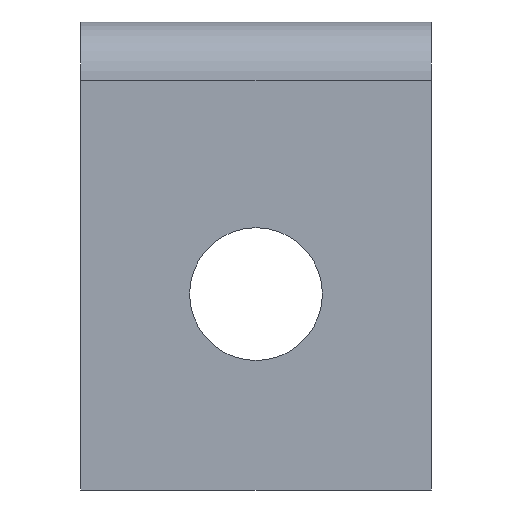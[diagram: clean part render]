
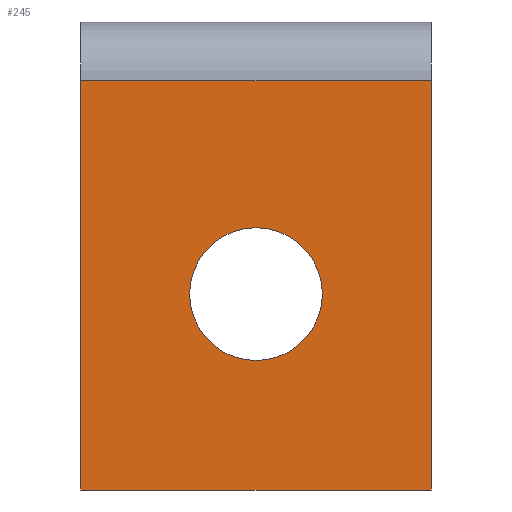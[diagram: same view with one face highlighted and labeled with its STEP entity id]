
A CAD part, front view. The second image highlights one B-rep face of the part: STEP entity #245.
In plain terms, the highlighted planar face has unit normal (0, -1, 0).
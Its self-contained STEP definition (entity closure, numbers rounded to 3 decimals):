
#9 = EDGE_LOOP ( 'NONE', ( #81, #563 ) ) ;
#27 = CARTESIAN_POINT ( 'NONE',  ( 0., 0., 5.343 ) ) ;
#36 = CARTESIAN_POINT ( 'NONE',  ( 0., 0., 3.99 ) ) ;
#41 = CARTESIAN_POINT ( 'NONE',  ( 3.57, 0., 8.33 ) ) ;
#52 = EDGE_CURVE ( 'NONE', #589, #304, #586, .T. ) ;
#69 = DIRECTION ( 'NONE',  ( 0., 0., 1. ) ) ;
#70 = CARTESIAN_POINT ( 'NONE',  ( 3.57, 0., 8.33 ) ) ;
#81 = ORIENTED_EDGE ( 'NONE', *, *, #576, .T. ) ;
#91 = EDGE_CURVE ( 'NONE', #401, #589, #477, .T. ) ;
#97 = DIRECTION ( 'NONE',  ( -1., 0., 0. ) ) ;
#108 = DIRECTION ( 'NONE',  ( 0., 0., -1. ) ) ;
#115 = ORIENTED_EDGE ( 'NONE', *, *, #529, .T. ) ;
#152 = CARTESIAN_POINT ( 'NONE',  ( 3.57, 0., 8.33 ) ) ;
#153 = EDGE_CURVE ( 'NONE', #471, #493, #259, .T. ) ;
#156 = DIRECTION ( 'NONE',  ( 0., 0., 1. ) ) ;
#164 = CARTESIAN_POINT ( 'NONE',  ( -3.57, 0., 0. ) ) ;
#178 = AXIS2_PLACEMENT_3D ( 'NONE', #70, #212, #156 ) ;
#184 = FACE_OUTER_BOUND ( 'NONE', #520, .T. ) ;
#193 = ORIENTED_EDGE ( 'NONE', *, *, #52, .F. ) ;
#212 = DIRECTION ( 'NONE',  ( 0., 1., 0. ) ) ;
#245 = ADVANCED_FACE ( 'NONE', ( #429, #184 ), #588, .F. ) ;
#254 = ORIENTED_EDGE ( 'NONE', *, *, #91, .F. ) ;
#259 = CIRCLE ( 'NONE', #618, 1.353 ) ;
#266 = VECTOR ( 'NONE', #423, 1000. ) ;
#268 = LINE ( 'NONE', #41, #364 ) ;
#277 = CARTESIAN_POINT ( 'NONE',  ( 0., 0., 2.637 ) ) ;
#287 = DIRECTION ( 'NONE',  ( -1., 0., 0. ) ) ;
#304 = VERTEX_POINT ( 'NONE', #164 ) ;
#323 = CARTESIAN_POINT ( 'NONE',  ( 3.57, 0., 8.33 ) ) ;
#327 = DIRECTION ( 'NONE',  ( 0., 0., 1. ) ) ;
#350 = VERTEX_POINT ( 'NONE', #457 ) ;
#359 = CARTESIAN_POINT ( 'NONE',  ( 0., 0., 3.99 ) ) ;
#364 = VECTOR ( 'NONE', #287, 1000. ) ;
#400 = LINE ( 'NONE', #521, #266 ) ;
#401 = VERTEX_POINT ( 'NONE', #323 ) ;
#423 = DIRECTION ( 'NONE',  ( 0., 0., -1. ) ) ;
#429 = FACE_BOUND ( 'NONE', #9, .T. ) ;
#432 = ORIENTED_EDGE ( 'NONE', *, *, #535, .T. ) ;
#445 = CIRCLE ( 'NONE', #452, 1.353 ) ;
#452 = AXIS2_PLACEMENT_3D ( 'NONE', #36, #470, #327 ) ;
#457 = CARTESIAN_POINT ( 'NONE',  ( -3.57, 0., 8.33 ) ) ;
#463 = VECTOR ( 'NONE', #108, 1000. ) ;
#470 = DIRECTION ( 'NONE',  ( 0., 1., 0. ) ) ;
#471 = VERTEX_POINT ( 'NONE', #277 ) ;
#477 = LINE ( 'NONE', #152, #463 ) ;
#493 = VERTEX_POINT ( 'NONE', #27 ) ;
#507 = VECTOR ( 'NONE', #97, 1000. ) ;
#520 = EDGE_LOOP ( 'NONE', ( #432, #193, #254, #115 ) ) ;
#521 = CARTESIAN_POINT ( 'NONE',  ( -3.57, 0., 8.33 ) ) ;
#529 = EDGE_CURVE ( 'NONE', #401, #350, #268, .T. ) ;
#535 = EDGE_CURVE ( 'NONE', #350, #304, #400, .T. ) ;
#563 = ORIENTED_EDGE ( 'NONE', *, *, #153, .T. ) ;
#569 = CARTESIAN_POINT ( 'NONE',  ( 3.57, 0., 0. ) ) ;
#576 = EDGE_CURVE ( 'NONE', #493, #471, #445, .T. ) ;
#577 = CARTESIAN_POINT ( 'NONE',  ( 3.57, 0., 0. ) ) ;
#586 = LINE ( 'NONE', #577, #507 ) ;
#588 = PLANE ( 'NONE',  #178 ) ;
#589 = VERTEX_POINT ( 'NONE', #569 ) ;
#594 = DIRECTION ( 'NONE',  ( 0., 1., 0. ) ) ;
#618 = AXIS2_PLACEMENT_3D ( 'NONE', #359, #594, #69 ) ;
